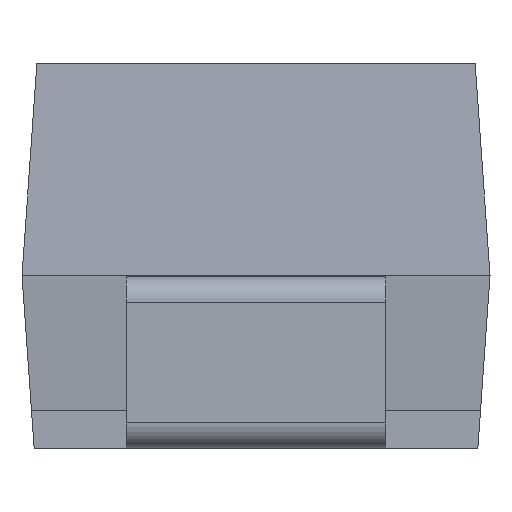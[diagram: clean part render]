
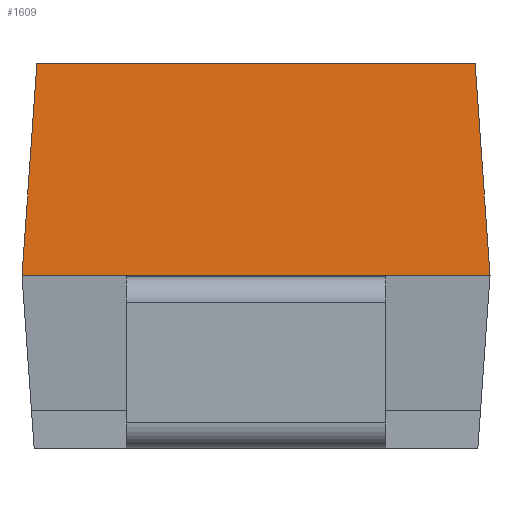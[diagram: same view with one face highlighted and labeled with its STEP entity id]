
A CAD part, left-side view. The second image highlights one B-rep face of the part: STEP entity #1609.
In plain terms, the highlighted free-form (B-spline) face has degree [1, 1] with [2, 2] control points.
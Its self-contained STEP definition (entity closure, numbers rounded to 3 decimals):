
#755 = VERTEX_POINT('',#756);
#756 = CARTESIAN_POINT('',(-2.28,-1.35,0.999));
#822 = VERTEX_POINT('',#823);
#823 = CARTESIAN_POINT('',(-2.28,1.35,0.999));
#1246 = EDGE_CURVE('',#822,#755,#1247,.T.);
#1247 = LINE('',#1248,#1249);
#1248 = CARTESIAN_POINT('',(-2.28,1.35,0.999));
#1249 = VECTOR('',#1250,1.);
#1250 = DIRECTION('',(0.,-1.,0.));
#1286 = VERTEX_POINT('',#1287);
#1287 = CARTESIAN_POINT('',(-2.194,-1.264,2.22));
#1293 = EDGE_CURVE('',#755,#1286,#1294,.T.);
#1294 = B_SPLINE_CURVE_WITH_KNOTS('',1,(#1295,#1296),.UNSPECIFIED.,.F.,
.F.,(2,2),(0.,1.),.PIECEWISE_BEZIER_KNOTS.);
#1295 = CARTESIAN_POINT('',(-2.28,-1.35,0.999));
#1296 = CARTESIAN_POINT('',(-2.194,-1.264,2.22));
#1307 = EDGE_CURVE('',#822,#1308,#1310,.T.);
#1308 = VERTEX_POINT('',#1309);
#1309 = CARTESIAN_POINT('',(-2.194,1.264,2.22));
#1310 = B_SPLINE_CURVE_WITH_KNOTS('',1,(#1311,#1312),.UNSPECIFIED.,.F.,
.F.,(2,2),(0.,1.),.PIECEWISE_BEZIER_KNOTS.);
#1311 = CARTESIAN_POINT('',(-2.28,1.35,0.999));
#1312 = CARTESIAN_POINT('',(-2.194,1.264,2.22));
#1331 = EDGE_CURVE('',#1308,#1286,#1332,.T.);
#1332 = LINE('',#1333,#1334);
#1333 = CARTESIAN_POINT('',(-2.194,1.264,2.22));
#1334 = VECTOR('',#1335,1.);
#1335 = DIRECTION('',(0.,-1.,0.));
#1609 = ADVANCED_FACE('',(#1610),#1616,.T.);
#1610 = FACE_BOUND('',#1611,.T.);
#1611 = EDGE_LOOP('',(#1612,#1613,#1614,#1615));
#1612 = ORIENTED_EDGE('',*,*,#1246,.T.);
#1613 = ORIENTED_EDGE('',*,*,#1293,.T.);
#1614 = ORIENTED_EDGE('',*,*,#1331,.F.);
#1615 = ORIENTED_EDGE('',*,*,#1307,.F.);
#1616 = B_SPLINE_SURFACE_WITH_KNOTS('',1,1,(
(#1617,#1618)
,(#1619,#1620
)),.UNSPECIFIED.,.F.,.F.,.F.,(2,2),(2,2),(0.,2.7),(0.,1.),
.PIECEWISE_BEZIER_KNOTS.);
#1617 = CARTESIAN_POINT('',(-2.28,1.35,0.999));
#1618 = CARTESIAN_POINT('',(-2.194,1.264,2.22));
#1619 = CARTESIAN_POINT('',(-2.28,-1.35,0.999));
#1620 = CARTESIAN_POINT('',(-2.194,-1.264,2.22));
